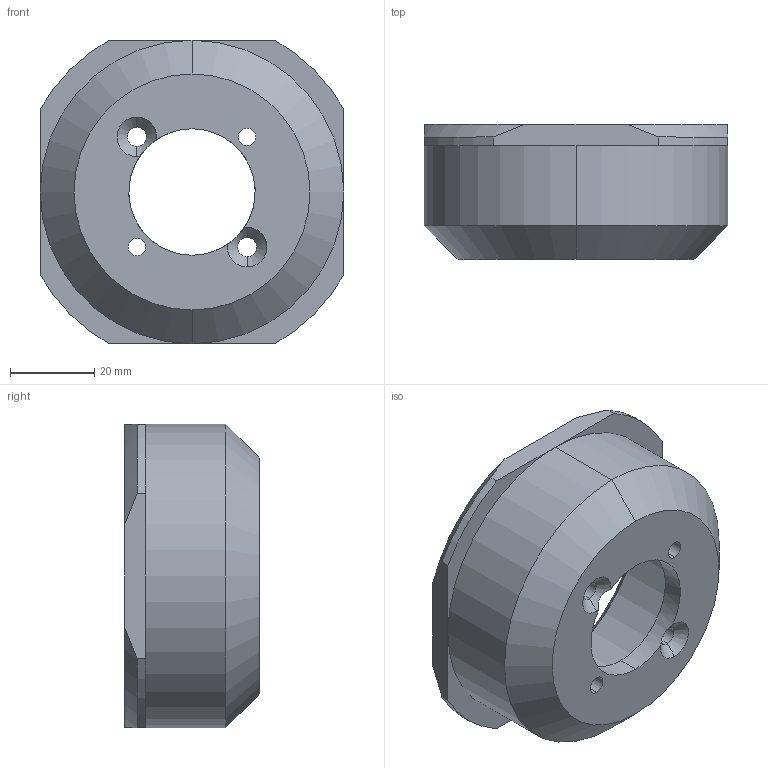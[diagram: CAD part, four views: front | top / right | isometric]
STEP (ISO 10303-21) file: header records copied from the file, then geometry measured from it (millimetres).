
FILE_DESCRIPTION (( 'STEP AP214' ), '1' );
FILE_NAME ('ALTI-USI-97-support ressort.STEP', '2020-04-01T08:29:39', ( '' ), ( '' ), 'SwSTEP 2.0', 'SolidWorks 2016', '' );
FILE_SCHEMA (( 'AUTOMOTIVE_DESIGN' ));
Length unit declared in the file: millimetre
Products named in the file (1): ALTI-USI-97-support ressort
Bounding box: 72 x 32 x 72 mm (x, y, z)
Volume: 41895.2 mm3; surface area: 19273.8 mm2
Topology: 1 solids, 1 shells, 43 faces, 110 edges, 68 vertices
Faces by surface type: cylinder 18, cone 14, plane 11
Entity records: 1404 total; most frequent: CARTESIAN_POINT 280, DIRECTION 244, ORIENTED_EDGE 220, EDGE_CURVE 110, AXIS2_PLACEMENT_3D 100, VERTEX_POINT 68, CIRCLE 56, EDGE_LOOP 52
